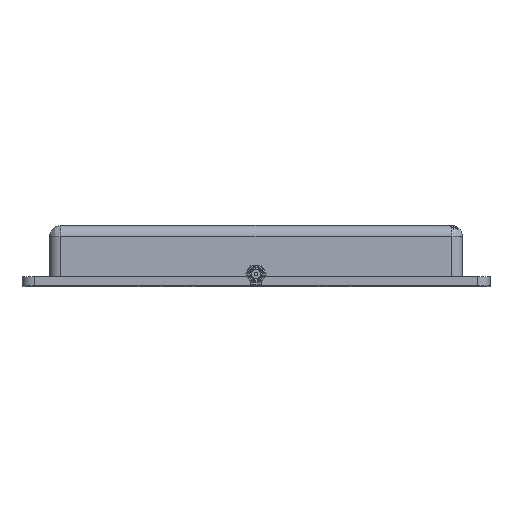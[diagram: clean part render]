
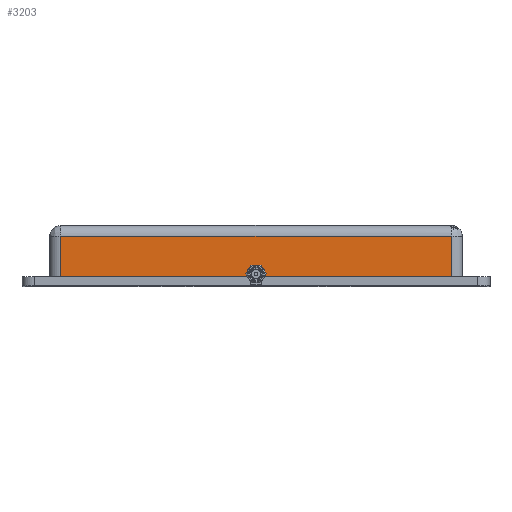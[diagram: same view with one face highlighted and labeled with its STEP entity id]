
A CAD part, top view. The second image highlights one B-rep face of the part: STEP entity #3203.
In plain terms, the highlighted face is planar.
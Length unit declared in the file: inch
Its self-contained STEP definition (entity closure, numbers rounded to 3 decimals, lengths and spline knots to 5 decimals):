
#232 = EDGE_CURVE ( 'NONE', #19041, #16730, #4371, .T. ) ;
#565 = LINE ( 'NONE', #19517, #21235 ) ;
#806 = CARTESIAN_POINT ( 'NONE',  ( 22.44771, 16.96078, 0.65 ) ) ;
#1019 = EDGE_CURVE ( 'NONE', #9060, #21297, #6849, .T. ) ;
#1729 = EDGE_CURVE ( 'NONE', #24513, #9931, #2252, .T. ) ;
#1886 = ORIENTED_EDGE ( 'NONE', *, *, #1729, .T. ) ;
#2100 = CARTESIAN_POINT ( 'NONE',  ( 18.89771, 16.96078, 0.13 ) ) ;
#2210 = DIRECTION ( 'NONE',  ( 0., 0., 1. ) ) ;
#2252 = LINE ( 'NONE', #5993, #21677 ) ;
#2278 = CARTESIAN_POINT ( 'NONE',  ( 22.44771, 16.96078, -0.08 ) ) ;
#2835 = DIRECTION ( 'NONE',  ( 0., 0., -1. ) ) ;
#2869 = DIRECTION ( 'NONE',  ( 0., 0., -1. ) ) ;
#3075 = LINE ( 'NONE', #4851, #11614 ) ;
#3203 = ADVANCED_FACE ( 'NONE', ( #25635 ), #4454, .T. ) ;
#3299 = CARTESIAN_POINT ( 'NONE',  ( 18.72771, 16.96078, -0.04 ) ) ;
#3656 = DIRECTION ( 'NONE',  ( 1., 0., 0. ) ) ;
#3776 = DIRECTION ( 'NONE',  ( 1., 0., 0. ) ) ;
#3932 = LINE ( 'NONE', #6914, #24625 ) ;
#4137 = AXIS2_PLACEMENT_3D ( 'NONE', #12437, #4418, #2210 ) ;
#4371 = LINE ( 'NONE', #15079, #19405 ) ;
#4418 = DIRECTION ( 'NONE',  ( 0., 1., 0. ) ) ;
#4450 = VERTEX_POINT ( 'NONE', #4943 ) ;
#4454 = PLANE ( 'NONE',  #18517 ) ;
#4553 = EDGE_CURVE ( 'NONE', #24513, #4450, #3075, .T. ) ;
#4622 = AXIS2_PLACEMENT_3D ( 'NONE', #12142, #22063, #16020 ) ;
#4851 = CARTESIAN_POINT ( 'NONE',  ( 19.06771, 16.96078, -0.038 ) ) ;
#4943 = CARTESIAN_POINT ( 'NONE',  ( 19.06771, 16.96078, -0.04 ) ) ;
#5109 = DIRECTION ( 'NONE',  ( 0., 0., 1. ) ) ;
#5309 = CARTESIAN_POINT ( 'NONE',  ( 18.72771, 16.96078, -0.082 ) ) ;
#5558 = EDGE_LOOP ( 'NONE', ( #23285, #15367, #15133, #17510, #10770, #20316, #1886, #14077, #13877 ) ) ;
#5993 = CARTESIAN_POINT ( 'NONE',  ( 22.80271, 16.96078, -0.08 ) ) ;
#6849 = CIRCLE ( 'NONE', #4137, 0.17 ) ;
#6914 = CARTESIAN_POINT ( 'NONE',  ( 22.44771, 16.96078, -0.1165 ) ) ;
#7322 = VERTEX_POINT ( 'NONE', #22880 ) ;
#9060 = VERTEX_POINT ( 'NONE', #3299 ) ;
#9931 = VERTEX_POINT ( 'NONE', #2278 ) ;
#10152 = CARTESIAN_POINT ( 'NONE',  ( 18.72771, 16.96078, -0.08 ) ) ;
#10770 = ORIENTED_EDGE ( 'NONE', *, *, #22529, .T. ) ;
#11603 = LINE ( 'NONE', #22856, #14376 ) ;
#11614 = VECTOR ( 'NONE', #5109, 39.37008 ) ;
#12142 = CARTESIAN_POINT ( 'NONE',  ( 18.89771, 16.96078, -0.04 ) ) ;
#12437 = CARTESIAN_POINT ( 'NONE',  ( 18.89771, 16.96078, -0.04 ) ) ;
#13877 = ORIENTED_EDGE ( 'NONE', *, *, #23732, .F. ) ;
#14077 = ORIENTED_EDGE ( 'NONE', *, *, #15171, .F. ) ;
#14376 = VECTOR ( 'NONE', #14581, 39.37008 ) ;
#14581 = DIRECTION ( 'NONE',  ( 1., 0., 0. ) ) ;
#15079 = CARTESIAN_POINT ( 'NONE',  ( 22.80271, 16.96078, -0.08 ) ) ;
#15133 = ORIENTED_EDGE ( 'NONE', *, *, #20754, .F. ) ;
#15171 = EDGE_CURVE ( 'NONE', #24688, #9931, #3932, .T. ) ;
#15367 = ORIENTED_EDGE ( 'NONE', *, *, #232, .T. ) ;
#15650 = CIRCLE ( 'NONE', #4622, 0.17 ) ;
#16020 = DIRECTION ( 'NONE',  ( 0., 0., 1. ) ) ;
#16730 = VERTEX_POINT ( 'NONE', #10152 ) ;
#16807 = CARTESIAN_POINT ( 'NONE',  ( 22.80271, 16.96078, -0.1165 ) ) ;
#17510 = ORIENTED_EDGE ( 'NONE', *, *, #1019, .T. ) ;
#18517 = AXIS2_PLACEMENT_3D ( 'NONE', #16807, #20534, #2869 ) ;
#18599 = EDGE_CURVE ( 'NONE', #7322, #19041, #565, .T. ) ;
#18867 = CARTESIAN_POINT ( 'NONE',  ( 15.34771, 16.96078, -0.08 ) ) ;
#19041 = VERTEX_POINT ( 'NONE', #18867 ) ;
#19129 = LINE ( 'NONE', #5309, #19740 ) ;
#19263 = DIRECTION ( 'NONE',  ( 0., 0., -1. ) ) ;
#19405 = VECTOR ( 'NONE', #3656, 39.37008 ) ;
#19517 = CARTESIAN_POINT ( 'NONE',  ( 15.34771, 16.96078, -0.1165 ) ) ;
#19740 = VECTOR ( 'NONE', #23582, 39.37008 ) ;
#20316 = ORIENTED_EDGE ( 'NONE', *, *, #4553, .F. ) ;
#20397 = CARTESIAN_POINT ( 'NONE',  ( 19.06771, 16.96078, -0.08 ) ) ;
#20534 = DIRECTION ( 'NONE',  ( 0., -1., 0. ) ) ;
#20754 = EDGE_CURVE ( 'NONE', #9060, #16730, #19129, .T. ) ;
#21235 = VECTOR ( 'NONE', #19263, 39.37008 ) ;
#21297 = VERTEX_POINT ( 'NONE', #2100 ) ;
#21677 = VECTOR ( 'NONE', #3776, 39.37008 ) ;
#22063 = DIRECTION ( 'NONE',  ( 0., 1., 0. ) ) ;
#22529 = EDGE_CURVE ( 'NONE', #21297, #4450, #15650, .T. ) ;
#22856 = CARTESIAN_POINT ( 'NONE',  ( 22.80271, 16.96078, 0.65 ) ) ;
#22880 = CARTESIAN_POINT ( 'NONE',  ( 15.34771, 16.96078, 0.65 ) ) ;
#23285 = ORIENTED_EDGE ( 'NONE', *, *, #18599, .T. ) ;
#23582 = DIRECTION ( 'NONE',  ( 0., 0., -1. ) ) ;
#23732 = EDGE_CURVE ( 'NONE', #7322, #24688, #11603, .T. ) ;
#24513 = VERTEX_POINT ( 'NONE', #20397 ) ;
#24625 = VECTOR ( 'NONE', #2835, 39.37008 ) ;
#24688 = VERTEX_POINT ( 'NONE', #806 ) ;
#25635 = FACE_OUTER_BOUND ( 'NONE', #5558, .T. ) ;
